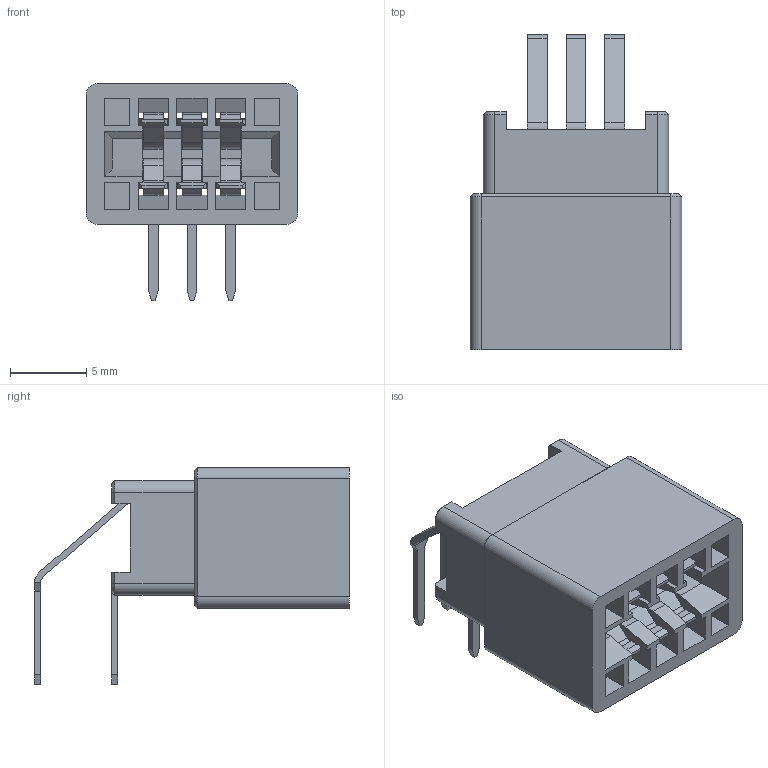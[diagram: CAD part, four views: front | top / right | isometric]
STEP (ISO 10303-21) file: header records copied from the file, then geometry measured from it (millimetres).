
FILE_DESCRIPTION (( 'STEP AP214' ), '1' );
FILE_NAME ('CONN-TH_6P-P2.54_ER06BGFBK.STEP', '2024-04-10T07:05:25', ( '' ), ( '' ), 'SwSTEP 2.0', 'SolidWorks 2020', '' );
FILE_SCHEMA (( 'AUTOMOTIVE_DESIGN' ));
Length unit declared in the file: millimetre
Products named in the file (1): CONN-TH_6P-P2.54_ER06BGFBK
Bounding box: 13.91 x 20.68 x 14.25 mm (x, y, z)
Volume: 1218.2 mm3; surface area: 2295.6 mm2
Topology: 7 solids, 7 shells, 604 faces, 1633 edges, 1062 vertices
Faces by surface type: plane 430, bspline 98, cylinder 68, cone 8
Entity records: 25969 total; most frequent: CARTESIAN_POINT 4642, ORIENTED_EDGE 3266, DIRECTION 2579, EDGE_CURVE 1633, VECTOR 1277, LINE 1277, VERTEX_POINT 1062, AXIS2_PLACEMENT_3D 651
